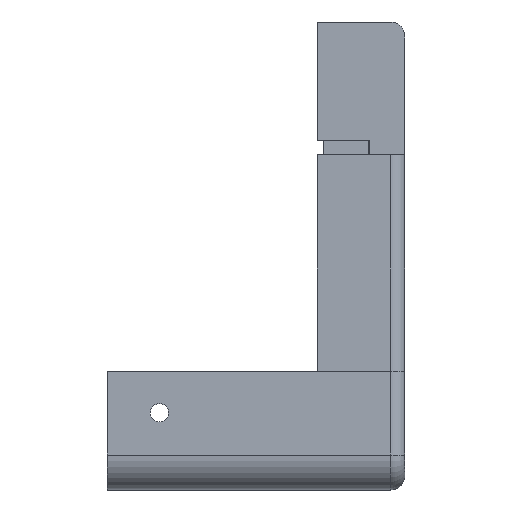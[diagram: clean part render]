
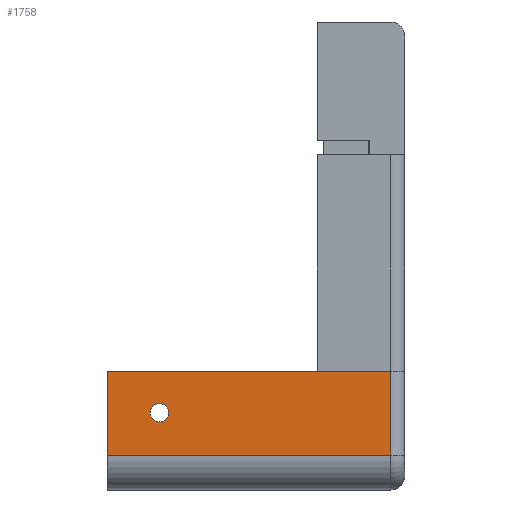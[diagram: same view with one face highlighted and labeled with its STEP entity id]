
A CAD part, left-side view. The second image highlights one B-rep face of the part: STEP entity #1758.
In plain terms, the highlighted planar face has unit normal (-1, 0, 0).
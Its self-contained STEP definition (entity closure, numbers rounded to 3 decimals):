
#18 = VERTEX_POINT ( 'NONE', #2180 ) ;
#40 = EDGE_CURVE ( 'NONE', #2334, #1661, #3217, .T. ) ;
#115 = EDGE_CURVE ( 'NONE', #4788, #5053, #1486, .T. ) ;
#185 = EDGE_LOOP ( 'NONE', ( #3471, #2108 ) ) ;
#401 = LINE ( 'NONE', #3945, #2922 ) ;
#562 = DIRECTION ( 'NONE',  ( 0., 0., -1. ) ) ;
#588 = DIRECTION ( 'NONE',  ( 0., 0., -1. ) ) ;
#612 = CARTESIAN_POINT ( 'NONE',  ( -3.4, 37.5, -66.9 ) ) ;
#931 = DIRECTION ( 'NONE',  ( 1., 0., 0. ) ) ;
#936 = CARTESIAN_POINT ( 'NONE',  ( -3.4, -3., -49.9 ) ) ;
#1083 = FACE_BOUND ( 'NONE', #185, .T. ) ;
#1166 = ORIENTED_EDGE ( 'NONE', *, *, #4901, .T. ) ;
#1401 = DIRECTION ( 'NONE',  ( 1., 0., 0. ) ) ;
#1486 = CIRCLE ( 'NONE', #4346, 1.3 ) ;
#1554 = EDGE_CURVE ( 'NONE', #5053, #4788, #2027, .T. ) ;
#1579 = CARTESIAN_POINT ( 'NONE',  ( -3.4, 30.05, -55.85 ) ) ;
#1650 = EDGE_LOOP ( 'NONE', ( #1784, #1166, #2488, #3141 ) ) ;
#1661 = VERTEX_POINT ( 'NONE', #1685 ) ;
#1685 = CARTESIAN_POINT ( 'NONE',  ( -3.4, 37.5, -61.9 ) ) ;
#1758 = ADVANCED_FACE ( 'NONE', ( #1083, #2280 ), #4139, .F. ) ;
#1784 = ORIENTED_EDGE ( 'NONE', *, *, #2743, .T. ) ;
#1914 = CARTESIAN_POINT ( 'NONE',  ( -3.4, 37.5, -49.9 ) ) ;
#2002 = VECTOR ( 'NONE', #3680, 1000. ) ;
#2027 = CIRCLE ( 'NONE', #3328, 1.3 ) ;
#2108 = ORIENTED_EDGE ( 'NONE', *, *, #1554, .T. ) ;
#2138 = CARTESIAN_POINT ( 'NONE',  ( -3.4, -3., -61.9 ) ) ;
#2180 = CARTESIAN_POINT ( 'NONE',  ( -3.4, -3., -49.9 ) ) ;
#2280 = FACE_OUTER_BOUND ( 'NONE', #1650, .T. ) ;
#2292 = DIRECTION ( 'NONE',  ( 0., -1., 0. ) ) ;
#2334 = VERTEX_POINT ( 'NONE', #1914 ) ;
#2488 = ORIENTED_EDGE ( 'NONE', *, *, #3792, .T. ) ;
#2501 = DIRECTION ( 'NONE',  ( 0., 0., -1. ) ) ;
#2532 = DIRECTION ( 'NONE',  ( 1., 0., 0. ) ) ;
#2552 = VECTOR ( 'NONE', #562, 1000. ) ;
#2743 = EDGE_CURVE ( 'NONE', #1661, #3894, #401, .T. ) ;
#2840 = CARTESIAN_POINT ( 'NONE',  ( -3.4, 30.05, -57.15 ) ) ;
#2922 = VECTOR ( 'NONE', #2292, 1000. ) ;
#3075 = VECTOR ( 'NONE', #3476, 1000. ) ;
#3141 = ORIENTED_EDGE ( 'NONE', *, *, #40, .T. ) ;
#3217 = LINE ( 'NONE', #612, #2552 ) ;
#3328 = AXIS2_PLACEMENT_3D ( 'NONE', #1579, #931, #2501 ) ;
#3369 = LINE ( 'NONE', #936, #2002 ) ;
#3447 = CARTESIAN_POINT ( 'NONE',  ( -3.4, 0., 0. ) ) ;
#3449 = LINE ( 'NONE', #4957, #3075 ) ;
#3471 = ORIENTED_EDGE ( 'NONE', *, *, #115, .T. ) ;
#3476 = DIRECTION ( 'NONE',  ( 0., 1., 0. ) ) ;
#3477 = CARTESIAN_POINT ( 'NONE',  ( -3.4, 30.05, -54.55 ) ) ;
#3680 = DIRECTION ( 'NONE',  ( 0., 0., 1. ) ) ;
#3792 = EDGE_CURVE ( 'NONE', #18, #2334, #3449, .T. ) ;
#3894 = VERTEX_POINT ( 'NONE', #2138 ) ;
#3910 = AXIS2_PLACEMENT_3D ( 'NONE', #3447, #1401, #4928 ) ;
#3945 = CARTESIAN_POINT ( 'NONE',  ( -3.4, 0., -61.9 ) ) ;
#4139 = PLANE ( 'NONE',  #3910 ) ;
#4346 = AXIS2_PLACEMENT_3D ( 'NONE', #4411, #2532, #588 ) ;
#4411 = CARTESIAN_POINT ( 'NONE',  ( -3.4, 30.05, -55.85 ) ) ;
#4788 = VERTEX_POINT ( 'NONE', #2840 ) ;
#4901 = EDGE_CURVE ( 'NONE', #3894, #18, #3369, .T. ) ;
#4928 = DIRECTION ( 'NONE',  ( 0., 0., -1. ) ) ;
#4957 = CARTESIAN_POINT ( 'NONE',  ( -3.4, 37.5, -49.9 ) ) ;
#5053 = VERTEX_POINT ( 'NONE', #3477 ) ;
